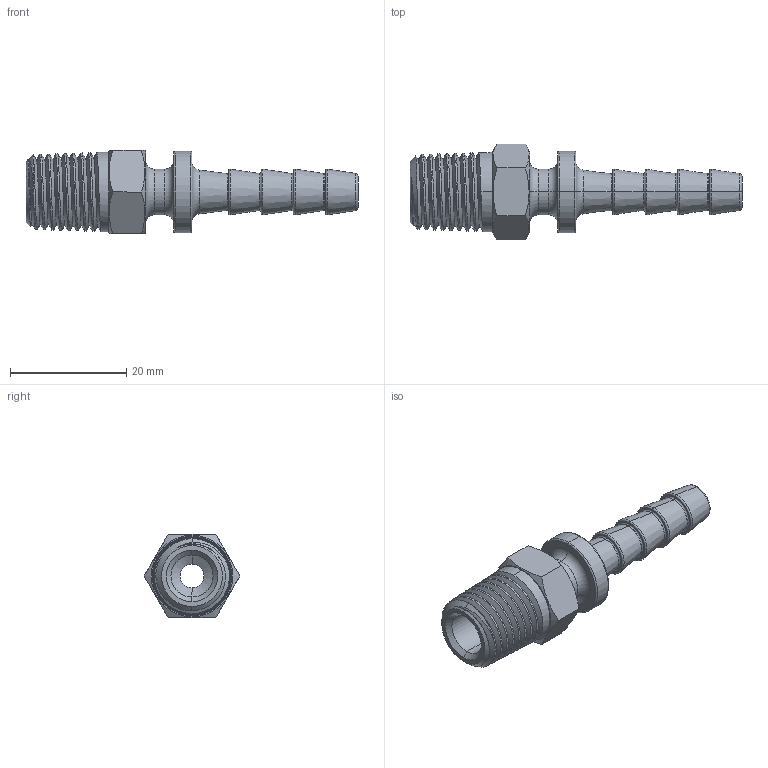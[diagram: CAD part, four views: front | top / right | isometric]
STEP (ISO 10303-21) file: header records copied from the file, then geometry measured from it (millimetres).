
FILE_DESCRIPTION (( 'STEP AP214' ), '1' );
FILE_NAME ('Vanamatic-4130.STEP', '2020-03-06T12:53:59', ( '' ), ( '' ), 'SwSTEP 2.0', 'SolidWorks 2019', '' );
FILE_SCHEMA (( 'AUTOMOTIVE_DESIGN' ));
Length unit declared in the file: inch
Products named in the file (1): Vanamatic-4130
Bounding box: 57.15 x 16.5 x 14.29 mm (x, y, z)
Volume: 3697.4 mm3; surface area: 3383.4 mm2
Topology: 1 solids, 1 shells, 107 faces, 245 edges, 148 vertices
Faces by surface type: cone 40, torus 36, plane 19, cylinder 8, bspline 4
Entity records: 7408 total; most frequent: CARTESIAN_POINT 5007, DIRECTION 504, ORIENTED_EDGE 490, EDGE_CURVE 245, AXIS2_PLACEMENT_3D 225, VERTEX_POINT 148, CIRCLE 121, EDGE_LOOP 117
